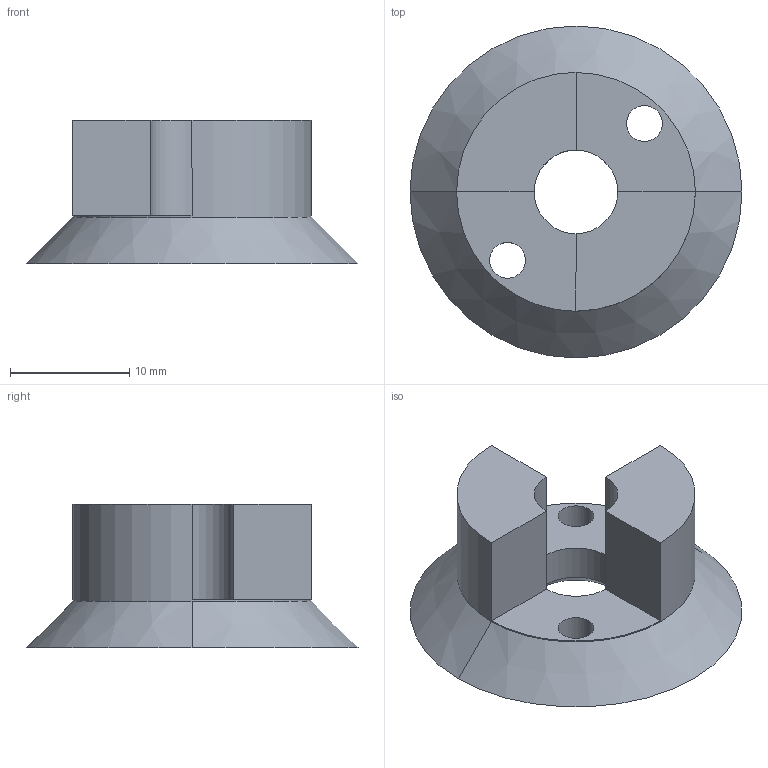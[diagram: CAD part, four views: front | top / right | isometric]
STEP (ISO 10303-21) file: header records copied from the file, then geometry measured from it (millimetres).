
FILE_DESCRIPTION (( 'STEP AP203' ), '1' );
FILE_NAME ('10.5.) Swivel Lock.STEP', '2024-04-05T15:37:45', ( '' ), ( '' ), 'SwSTEP 2.0', 'SolidWorks 2024', '' );
FILE_SCHEMA (( 'CONFIG_CONTROL_DESIGN' ));
Length unit declared in the file: millimetre
Products named in the file (1): 10.5.) Swivel Lock
Bounding box: 27.8 x 27.8 x 12 mm (x, y, z)
Volume: 2676.8 mm3; surface area: 1935.4 mm2
Topology: 1 solids, 1 shells, 21 faces, 52 edges, 32 vertices
Faces by surface type: plane 9, cylinder 8, cone 4
Entity records: 715 total; most frequent: DIRECTION 120, CARTESIAN_POINT 106, ORIENTED_EDGE 104, EDGE_CURVE 52, AXIS2_PLACEMENT_3D 46, VERTEX_POINT 32, LINE 28, VECTOR 28
